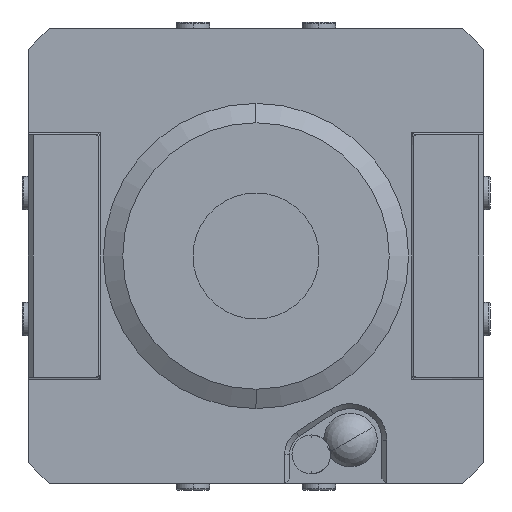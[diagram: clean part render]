
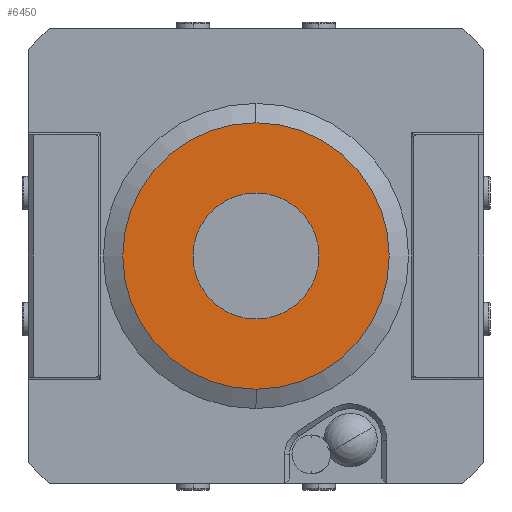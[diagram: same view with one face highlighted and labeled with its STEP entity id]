
A CAD part, left-side view. The second image highlights one B-rep face of the part: STEP entity #6450.
In plain terms, the highlighted planar face has unit normal (-1, 0, 0).
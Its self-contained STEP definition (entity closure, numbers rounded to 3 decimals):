
#1589=CARTESIAN_POINT('',(-82.16,0.,0.));
#1590=DIRECTION('',(-1.,0.,0.));
#1591=DIRECTION('',(0.,0.,1.));
#1592=AXIS2_PLACEMENT_3D('',#1589,#1590,#1591);
#1603=CARTESIAN_POINT('',(-82.16,0.,0.));
#1604=DIRECTION('',(1.,0.,0.));
#1605=DIRECTION('',(0.,0.,1.));
#1606=AXIS2_PLACEMENT_3D('',#1603,#1604,#1605);
#1612=CARTESIAN_POINT('',(-82.16,0.,0.));
#1613=DIRECTION('',(1.,0.,0.));
#1614=DIRECTION('',(0.,0.,1.));
#1615=AXIS2_PLACEMENT_3D('',#1612,#1613,#1614);
#1617=CARTESIAN_POINT('',(-82.16,0.,0.));
#1618=DIRECTION('',(-1.,0.,0.));
#1619=DIRECTION('',(0.,0.,1.));
#1620=AXIS2_PLACEMENT_3D('',#1617,#1618,#1619);
#4352=CARTESIAN_POINT('',(-82.16,0.,13.));
#4353=CARTESIAN_POINT('',(-82.16,0.,-13.));
#4354=VERTEX_POINT('',#4352);
#4355=VERTEX_POINT('',#4353);
#4368=CARTESIAN_POINT('',(-82.16,0.,27.5));
#4369=CARTESIAN_POINT('',(-82.16,0.,-27.5));
#4370=VERTEX_POINT('',#4368);
#4371=VERTEX_POINT('',#4369);
#6435=CARTESIAN_POINT('',(-82.16,0.,0.));
#6436=DIRECTION('',(-1.,0.,0.));
#6437=DIRECTION('',(0.,0.,-1.));
#6438=AXIS2_PLACEMENT_3D('',#6435,#6436,#6437);
#6439=PLANE('',#6438);
#6440=ORIENTED_EDGE('',*,*,#6415,.F.);
#6441=ORIENTED_EDGE('',*,*,#6429,.T.);
#6442=EDGE_LOOP('',(#6440,#6441));
#6443=FACE_OUTER_BOUND('',#6442,.F.);
#6445=ORIENTED_EDGE('',*,*,#6444,.F.);
#6447=ORIENTED_EDGE('',*,*,#6446,.T.);
#6448=EDGE_LOOP('',(#6445,#6447));
#6449=FACE_BOUND('',#6448,.F.);
#6450=ADVANCED_FACE('',(#6443,#6449),#6439,.T.);
#1593=CIRCLE('',#1592,27.5);
#1607=CIRCLE('',#1606,27.5);
#1616=CIRCLE('',#1615,13.);
#1621=CIRCLE('',#1620,13.);
#6415=EDGE_CURVE('',#4370,#4371,#1593,.T.);
#6429=EDGE_CURVE('',#4370,#4371,#1607,.T.);
#6444=EDGE_CURVE('',#4354,#4355,#1616,.T.);
#6446=EDGE_CURVE('',#4354,#4355,#1621,.T.);
